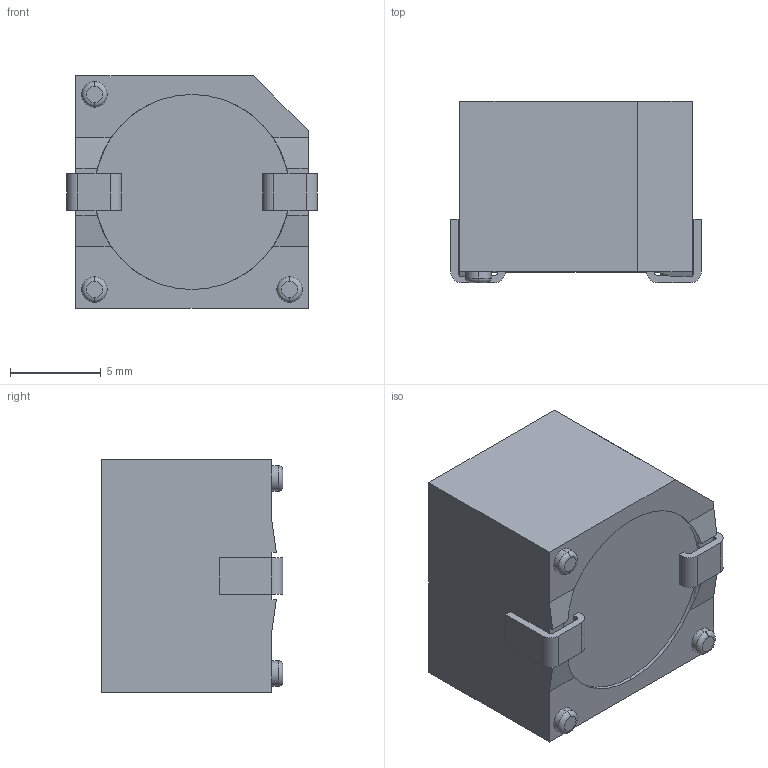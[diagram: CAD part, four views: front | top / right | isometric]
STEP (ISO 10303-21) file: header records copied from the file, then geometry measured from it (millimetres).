
FILE_DESCRIPTION (( 'STEP AP214' ), '1' );
FILE_NAME ('CUI_DEVICES_CT-1205H-SMT-TR.step', '2019-10-20T21:37:27', ( '' ), ( '' ), 'SwSTEP 2.0', 'SolidWorks 2019', '' );
FILE_SCHEMA (( 'AUTOMOTIVE_DESIGN' ));
Length unit declared in the file: inch
Products named in the file (1): CUI_DEVICES_CT-1205H-SMT-TR
Bounding box: 13.8 x 10 x 12.8 mm (x, y, z)
Volume: 1483.5 mm3; surface area: 874.5 mm2
Topology: 1 solids, 1 shells, 65 faces, 165 edges, 108 vertices
Faces by surface type: plane 41, cylinder 18, torus 6
Entity records: 2367 total; most frequent: CARTESIAN_POINT 351, DIRECTION 345, ORIENTED_EDGE 330, EDGE_CURVE 165, AXIS2_PLACEMENT_3D 118, VECTOR 109, LINE 109, VERTEX_POINT 108
